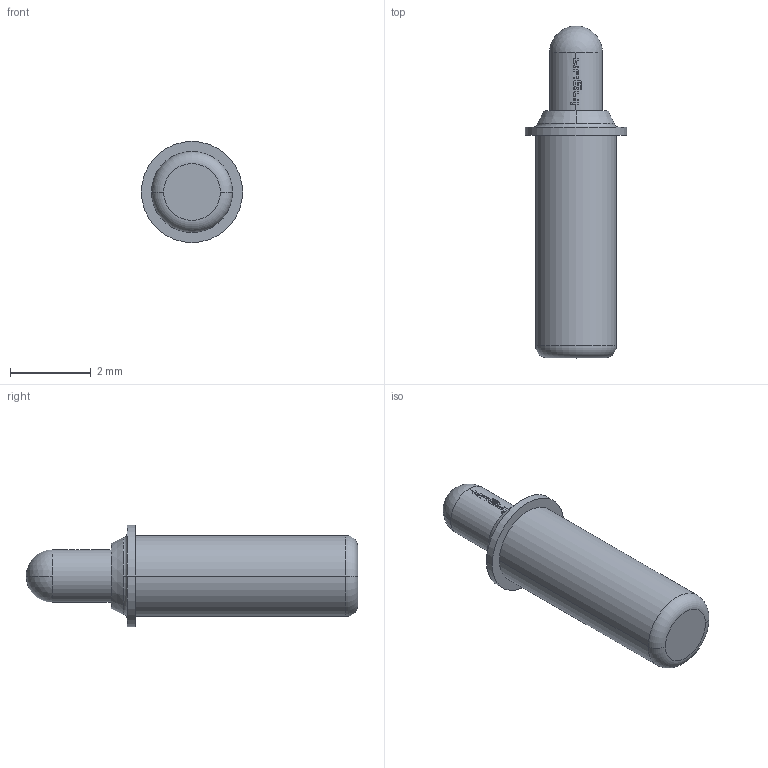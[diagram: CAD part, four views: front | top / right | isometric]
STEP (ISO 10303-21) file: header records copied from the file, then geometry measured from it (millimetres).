
FILE_DESCRIPTION (( 'STEP AP203' ), '1' );
FILE_NAME ('INGUN_GKS-970_305_130_A_xx01_K.STEP', '2021-09-13T13:34:31', ( 'ochi' ), ( '' ), 'SwSTEP 2.0', 'SolidWorks 2018', '' );
FILE_SCHEMA (( 'CONFIG_CONTROL_DESIGN' ));
Length unit declared in the file: millimetre
Products named in the file (1): INGUN_GKS-970_305_130_A_xx01_K
Bounding box: 2.5 x 8.2 x 2.5 mm (x, y, z)
Volume: 21.7 mm3; surface area: 53.8 mm2
Topology: 1 solids, 1 shells, 89 faces, 250 edges, 165 vertices
Faces by surface type: bspline 34, cylinder 25, plane 22, torus 4, sphere 2, cone 2
Entity records: 3414 total; most frequent: CARTESIAN_POINT 1502, ORIENTED_EDGE 496, EDGE_CURVE 248, DIRECTION 198, B_SPLINE_CURVE_WITH_KNOTS 192, VERTEX_POINT 165, EDGE_LOOP 93, ADVANCED_FACE 89
